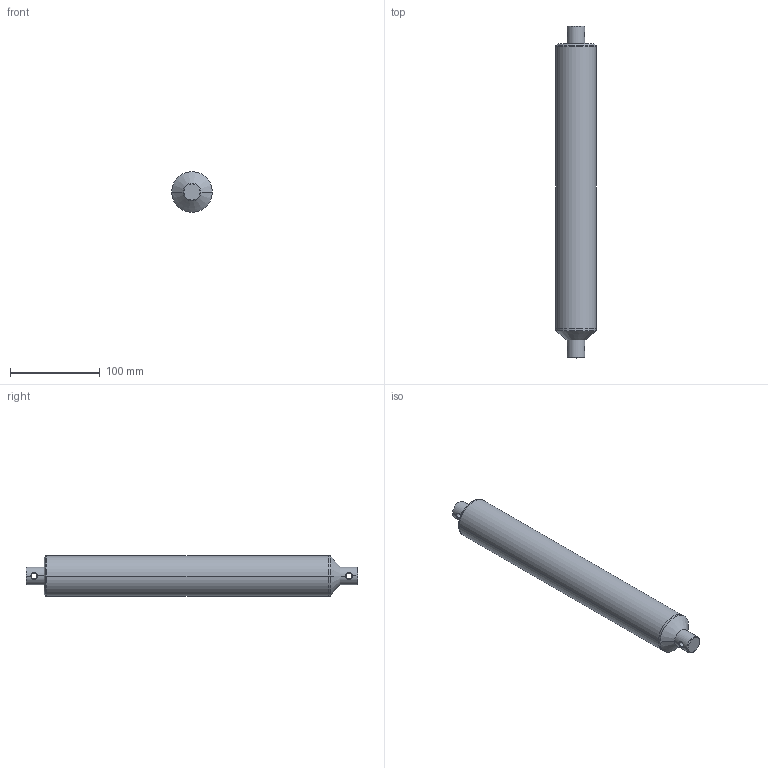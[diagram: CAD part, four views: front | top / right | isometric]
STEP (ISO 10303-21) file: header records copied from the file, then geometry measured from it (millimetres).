
FILE_DESCRIPTION((''),'2;1');
FILE_NAME('TGE_ASM','2022-03-27T',('Administrator'),(''),'PRO/ENGINEER BY PARAMETRIC TECHNOLOGY CORPORATION, 2008380','PRO/ENGINEER BY PARAMETRIC TECHNOLOGY CORPORATION, 2008380','');
FILE_SCHEMA(('CONFIG_CONTROL_DESIGN'));
Length unit declared in the file: millimetre
Products named in the file (5): WK; FENGTOU; NG; HOUGAI; TGE_ASM
Assembly tree (4 placements, depth 2):
  TGE_ASM
    WK
    FENGTOU
    NG
    HOUGAI
Bounding box: 45 x 369 x 45 mm (x, y, z)
Volume: 568408.8 mm3; surface area: 66895.6 mm2
Topology: 4 solids, 4 shells, 48 faces, 108 edges, 64 vertices
Faces by surface type: cylinder 18, bspline 16, plane 8, cone 6
Entity records: 2273 total; most frequent: CARTESIAN_POINT 1157, ORIENTED_EDGE 216, DIRECTION 190, EDGE_CURVE 108, AXIS2_PLACEMENT_3D 73, VERTEX_POINT 64, EDGE_LOOP 52, FACE_OUTER_BOUND 48
